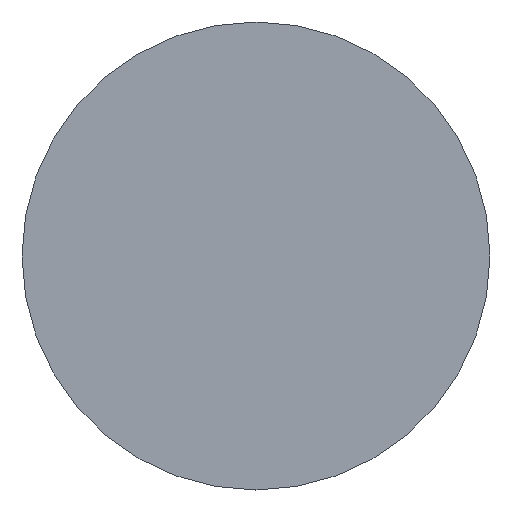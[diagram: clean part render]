
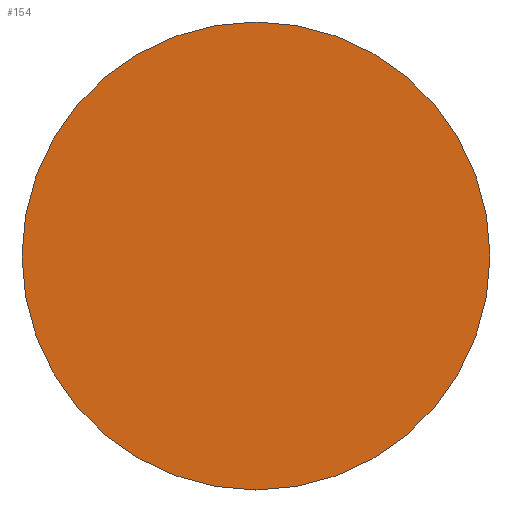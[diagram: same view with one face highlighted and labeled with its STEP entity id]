
A CAD part, left-side view. The second image highlights one B-rep face of the part: STEP entity #154.
In plain terms, the highlighted planar face has unit normal (-1, 0, 0).
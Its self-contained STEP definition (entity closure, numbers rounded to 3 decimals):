
#1 = FACE_OUTER_BOUND ( 'NONE', #152, .T. ) ;
#3 = DIRECTION ( 'NONE',  ( 0., -1., 0. ) ) ;
#26 = EDGE_CURVE ( 'NONE', #108, #55, #145, .T. ) ;
#27 = CARTESIAN_POINT ( 'NONE',  ( 57.358, 20.079, 0. ) ) ;
#44 = DIRECTION ( 'NONE',  ( 0., -1., 0. ) ) ;
#46 = CARTESIAN_POINT ( 'NONE',  ( 57.358, 45.079, 0. ) ) ;
#54 = ORIENTED_EDGE ( 'NONE', *, *, #26, .T. ) ;
#55 = VERTEX_POINT ( 'NONE', #27 ) ;
#56 = CARTESIAN_POINT ( 'NONE',  ( 57.358, 32.579, 0. ) ) ;
#65 = CARTESIAN_POINT ( 'NONE',  ( 57.358, 32.579, 0. ) ) ;
#66 = AXIS2_PLACEMENT_3D ( 'NONE', #65, #143, #3 ) ;
#84 = DIRECTION ( 'NONE',  ( -1., 0., 0. ) ) ;
#92 = EDGE_CURVE ( 'NONE', #55, #108, #138, .T. ) ;
#108 = VERTEX_POINT ( 'NONE', #46 ) ;
#111 = AXIS2_PLACEMENT_3D ( 'NONE', #56, #84, #44 ) ;
#122 = PLANE ( 'NONE',  #158 ) ;
#135 = DIRECTION ( 'NONE',  ( 0., 1., 0. ) ) ;
#138 = CIRCLE ( 'NONE', #66, 12.5 ) ;
#143 = DIRECTION ( 'NONE',  ( -1., 0., 0. ) ) ;
#145 = CIRCLE ( 'NONE', #111, 12.5 ) ;
#152 = EDGE_LOOP ( 'NONE', ( #164, #54 ) ) ;
#154 = ADVANCED_FACE ( 'NONE', ( #1 ), #122, .F. ) ;
#157 = DIRECTION ( 'NONE',  ( 1., 0., 0. ) ) ;
#158 = AXIS2_PLACEMENT_3D ( 'NONE', #159, #157, #135 ) ;
#159 = CARTESIAN_POINT ( 'NONE',  ( 57.358, 32.579, 0. ) ) ;
#164 = ORIENTED_EDGE ( 'NONE', *, *, #92, .T. ) ;
